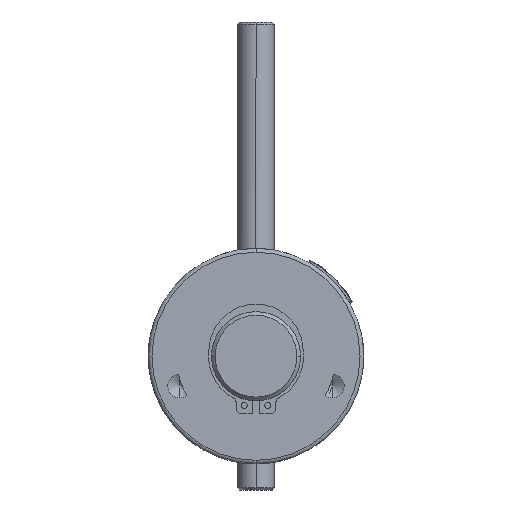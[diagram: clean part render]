
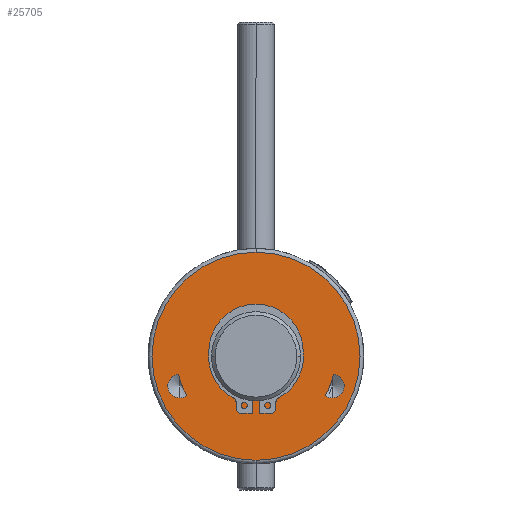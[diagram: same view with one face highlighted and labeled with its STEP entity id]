
A CAD part, front view. The second image highlights one B-rep face of the part: STEP entity #25705.
In plain terms, the highlighted planar face has unit normal (0, -1, 0).
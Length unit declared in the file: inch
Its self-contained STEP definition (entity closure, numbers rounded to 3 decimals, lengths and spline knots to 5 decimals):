
#147 = CARTESIAN_POINT ( 'NONE',  ( -0.64043, 0., -0.25 ) ) ;
#529 = VERTEX_POINT ( 'NONE', #21043 ) ;
#612 = VERTEX_POINT ( 'NONE', #6679 ) ;
#890 = EDGE_LOOP ( 'NONE', ( #4301, #10935 ) ) ;
#1045 = ORIENTED_EDGE ( 'NONE', *, *, #6432, .F. ) ;
#1356 = CIRCLE ( 'NONE', #5498, 0.1005 ) ;
#1390 = EDGE_CURVE ( 'NONE', #25932, #7226, #13467, .T. ) ;
#1443 = DIRECTION ( 'NONE',  ( 0., 0., 1. ) ) ;
#2052 = DIRECTION ( 'NONE',  ( 0., -1., 0. ) ) ;
#2071 = VERTEX_POINT ( 'NONE', #22133 ) ;
#2327 = DIRECTION ( 'NONE',  ( 0., 0., -1. ) ) ;
#2410 = CARTESIAN_POINT ( 'NONE',  ( 0.64043, 0., -0.25 ) ) ;
#2412 = CARTESIAN_POINT ( 'NONE',  ( 0., 0., 0. ) ) ;
#2416 = EDGE_LOOP ( 'NONE', ( #11241, #1045, #17835 ) ) ;
#2423 = DIRECTION ( 'NONE',  ( 0., -1., 0. ) ) ;
#2741 = DIRECTION ( 'NONE',  ( 0., 0., 1. ) ) ;
#2932 = FACE_BOUND ( 'NONE', #19445, .T. ) ;
#3112 = EDGE_CURVE ( 'NONE', #7226, #25932, #6408, .T. ) ;
#3555 = EDGE_CURVE ( 'NONE', #20714, #2071, #3736, .T. ) ;
#3736 = CIRCLE ( 'NONE', #19525, 0.875 ) ;
#4253 = DIRECTION ( 'NONE',  ( 0., -1., 0. ) ) ;
#4301 = ORIENTED_EDGE ( 'NONE', *, *, #3555, .T. ) ;
#4402 = CARTESIAN_POINT ( 'NONE',  ( 0.65214, 0., -0.15018 ) ) ;
#4548 = DIRECTION ( 'NONE',  ( 0., 0., -1. ) ) ;
#4550 = DIRECTION ( 'NONE',  ( 0., 0., 1. ) ) ;
#5498 = AXIS2_PLACEMENT_3D ( 'NONE', #7782, #22898, #9898 ) ;
#5511 = CARTESIAN_POINT ( 'NONE',  ( 0., 0., 0.875 ) ) ;
#5752 = CIRCLE ( 'NONE', #9606, 0.1005 ) ;
#6408 = CIRCLE ( 'NONE', #17184, 0.375 ) ;
#6432 = EDGE_CURVE ( 'NONE', #612, #17746, #12647, .T. ) ;
#6679 = CARTESIAN_POINT ( 'NONE',  ( -0.64043, 0., -0.3505 ) ) ;
#6726 = EDGE_CURVE ( 'NONE', #26662, #14696, #5752, .T. ) ;
#6853 = CARTESIAN_POINT ( 'NONE',  ( 0., 0., 0. ) ) ;
#7226 = VERTEX_POINT ( 'NONE', #7359 ) ;
#7359 = CARTESIAN_POINT ( 'NONE',  ( 0.375, 0., 0. ) ) ;
#7782 = CARTESIAN_POINT ( 'NONE',  ( -0.64043, 0., -0.25 ) ) ;
#8353 = AXIS2_PLACEMENT_3D ( 'NONE', #2412, #17347, #4550 ) ;
#8943 = DIRECTION ( 'NONE',  ( 0., 0., 1. ) ) ;
#9007 = CARTESIAN_POINT ( 'NONE',  ( 0., 0., 0. ) ) ;
#9606 = AXIS2_PLACEMENT_3D ( 'NONE', #2410, #17345, #4548 ) ;
#9898 = DIRECTION ( 'NONE',  ( 0., 0., -1. ) ) ;
#10009 = CIRCLE ( 'NONE', #12995, 0.1005 ) ;
#10935 = ORIENTED_EDGE ( 'NONE', *, *, #20339, .T. ) ;
#11241 = ORIENTED_EDGE ( 'NONE', *, *, #23597, .T. ) ;
#11510 = EDGE_CURVE ( 'NONE', #14696, #27132, #10009, .T. ) ;
#11575 = ORIENTED_EDGE ( 'NONE', *, *, #6726, .F. ) ;
#11791 = DIRECTION ( 'NONE',  ( 0., -1., 0. ) ) ;
#12566 = FACE_BOUND ( 'NONE', #16636, .T. ) ;
#12647 = CIRCLE ( 'NONE', #20297, 0.1005 ) ;
#12810 = CARTESIAN_POINT ( 'NONE',  ( 0.64043, 0., -0.3505 ) ) ;
#12995 = AXIS2_PLACEMENT_3D ( 'NONE', #14729, #2052, #16957 ) ;
#13467 = CIRCLE ( 'NONE', #19695, 0.375 ) ;
#13711 = CARTESIAN_POINT ( 'NONE',  ( -0.58142, 0., -0.33135 ) ) ;
#14116 = DIRECTION ( 'NONE',  ( 0., -1., 0. ) ) ;
#14696 = VERTEX_POINT ( 'NONE', #12810 ) ;
#14729 = CARTESIAN_POINT ( 'NONE',  ( 0.64043, 0., -0.25 ) ) ;
#15005 = DIRECTION ( 'NONE',  ( 0., -1., 0. ) ) ;
#15121 = CARTESIAN_POINT ( 'NONE',  ( 0., 0., 0. ) ) ;
#15271 = ORIENTED_EDGE ( 'NONE', *, *, #3112, .F. ) ;
#15306 = AXIS2_PLACEMENT_3D ( 'NONE', #9007, #15431, #2741 ) ;
#15431 = DIRECTION ( 'NONE',  ( 0., 1., 0. ) ) ;
#15818 = ORIENTED_EDGE ( 'NONE', *, *, #15840, .T. ) ;
#15840 = EDGE_CURVE ( 'NONE', #26662, #27132, #25596, .T. ) ;
#16636 = EDGE_LOOP ( 'NONE', ( #22695, #15271 ) ) ;
#16957 = DIRECTION ( 'NONE',  ( 0., 0., -1. ) ) ;
#17030 = CARTESIAN_POINT ( 'NONE',  ( 0., 0., 0. ) ) ;
#17184 = AXIS2_PLACEMENT_3D ( 'NONE', #27310, #14116, #1443 ) ;
#17345 = DIRECTION ( 'NONE',  ( 0., -1., 0. ) ) ;
#17347 = DIRECTION ( 'NONE',  ( 0., -1., 0. ) ) ;
#17357 = DIRECTION ( 'NONE',  ( 0., 0., 1. ) ) ;
#17746 = VERTEX_POINT ( 'NONE', #13711 ) ;
#17835 = ORIENTED_EDGE ( 'NONE', *, *, #18116, .F. ) ;
#18116 = EDGE_CURVE ( 'NONE', #529, #612, #1356, .T. ) ;
#18215 = AXIS2_PLACEMENT_3D ( 'NONE', #24898, #11791, #27112 ) ;
#19124 = CIRCLE ( 'NONE', #18215, 0.875 ) ;
#19187 = DIRECTION ( 'NONE',  ( 0., 0., 1. ) ) ;
#19445 = EDGE_LOOP ( 'NONE', ( #11575, #15818, #22427 ) ) ;
#19525 = AXIS2_PLACEMENT_3D ( 'NONE', #15121, #2423, #17357 ) ;
#19695 = AXIS2_PLACEMENT_3D ( 'NONE', #6853, #21870, #8943 ) ;
#20297 = AXIS2_PLACEMENT_3D ( 'NONE', #147, #15005, #2327 ) ;
#20339 = EDGE_CURVE ( 'NONE', #2071, #20714, #19124, .T. ) ;
#20714 = VERTEX_POINT ( 'NONE', #5511 ) ;
#21043 = CARTESIAN_POINT ( 'NONE',  ( -0.65214, 0., -0.15018 ) ) ;
#21270 = CARTESIAN_POINT ( 'NONE',  ( -0.375, 0., 0. ) ) ;
#21870 = DIRECTION ( 'NONE',  ( 0., -1., 0. ) ) ;
#22133 = CARTESIAN_POINT ( 'NONE',  ( 0., 0., -0.875 ) ) ;
#22427 = ORIENTED_EDGE ( 'NONE', *, *, #11510, .F. ) ;
#22695 = ORIENTED_EDGE ( 'NONE', *, *, #1390, .F. ) ;
#22898 = DIRECTION ( 'NONE',  ( 0., -1., 0. ) ) ;
#23289 = CIRCLE ( 'NONE', #8353, 0.66921 ) ;
#23533 = AXIS2_PLACEMENT_3D ( 'NONE', #17030, #4253, #19187 ) ;
#23597 = EDGE_CURVE ( 'NONE', #529, #17746, #23289, .T. ) ;
#23953 = CARTESIAN_POINT ( 'NONE',  ( 0.58142, 0., -0.33135 ) ) ;
#24898 = CARTESIAN_POINT ( 'NONE',  ( 0., 0., 0. ) ) ;
#25596 = CIRCLE ( 'NONE', #23533, 0.66921 ) ;
#25705 = ADVANCED_FACE ( 'NONE', ( #2932, #26449, #27360, #12566 ), #26412, .F. ) ;
#25932 = VERTEX_POINT ( 'NONE', #21270 ) ;
#26412 = PLANE ( 'NONE',  #15306 ) ;
#26449 = FACE_OUTER_BOUND ( 'NONE', #890, .T. ) ;
#26662 = VERTEX_POINT ( 'NONE', #23953 ) ;
#27112 = DIRECTION ( 'NONE',  ( 0., 0., 1. ) ) ;
#27132 = VERTEX_POINT ( 'NONE', #4402 ) ;
#27310 = CARTESIAN_POINT ( 'NONE',  ( 0., 0., 0. ) ) ;
#27360 = FACE_BOUND ( 'NONE', #2416, .T. ) ;
